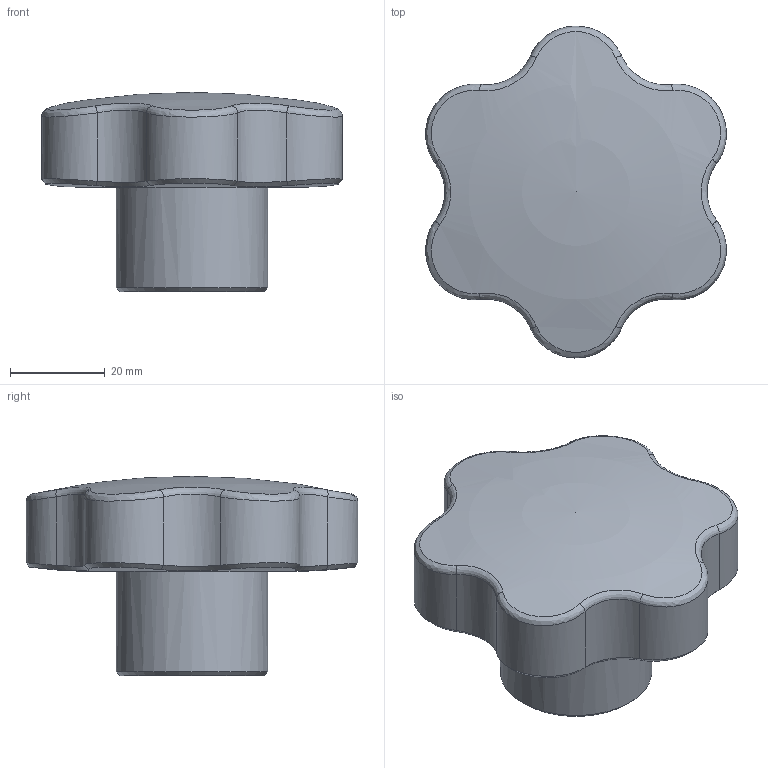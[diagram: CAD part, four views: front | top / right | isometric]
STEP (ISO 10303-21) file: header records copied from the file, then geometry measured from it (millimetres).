
FILE_DESCRIPTION( ( 'Unknown' ), '1' );
FILE_NAME( '6113095_VB70_M12.stp', 'Unknown', ( 'Unknown' ), ( 'Unknown' ), 'PSStep 11.0', 'Unknown', ' ' );
FILE_SCHEMA( ( 'AUTOMOTIVE_DESIGN { 1 0 10303 214 1 1 1 1 }' ) );
Length unit declared in the file: millimetre
Products named in the file (1): 6113095
Bounding box: 63.44 x 69.99 x 42 mm (x, y, z)
Volume: 66581.9 mm3; surface area: 15855.6 mm2
Topology: 1 solids, 1 shells, 71 faces, 217 edges, 135 vertices
Faces by surface type: plane 25, bspline 25, cylinder 14, cone 4, torus 2, sphere 1
Full cylindrical faces by diameter (mm): 10.106 x1, 32 x1
Entity records: 8024 total; most frequent: CARTESIAN_POINT 5819, ORIENTED_EDGE 398, DIRECTION 252, EDGE_CURVE 199, VERTEX_POINT 128, AXIS2_PLACEMENT_3D 102, B_SPLINE_CURVE_WITH_KNOTS 96, EDGE_LOOP 80
